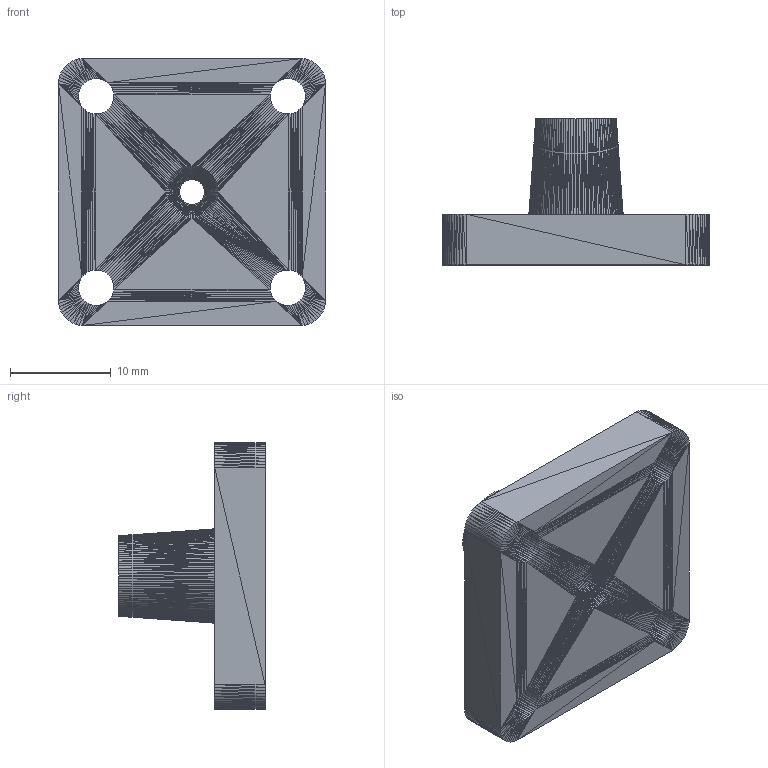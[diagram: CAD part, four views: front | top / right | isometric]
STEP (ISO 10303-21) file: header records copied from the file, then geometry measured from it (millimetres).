
FILE_DESCRIPTION(('FreeCAD Model'),'2;1');
FILE_NAME('Fibre Holder.step','2022-09-04T19:08:28',('Author'),( ''),'Open CASCADE STEP processor 7.3','FreeCAD','Unknown');
FILE_SCHEMA(('AUTOMOTIVE_DESIGN { 1 0 10303 214 1 1 1 1 }'));
Length unit declared in the file: millimetre
Products named in the file (1): Fibre_Holder001
Bounding box: 26.5 x 14.51 x 26.49 mm (x, y, z)
Surface area: 2432.3 mm2 (no closed solid volume)
Topology: 0 solids, 1 shells, 2416 faces, 3624 edges, 1200 vertices
Faces by surface type: plane 2416
Entity records: 47125 total; most frequent: DIRECTION 8458, ORIENTED_EDGE 7248, CARTESIAN_POINT 7241, EDGE_CURVE 3624, LINE 3624, VECTOR 3624, AXIS2_PLACEMENT_3D 2417, ADVANCED_FACE 2416
